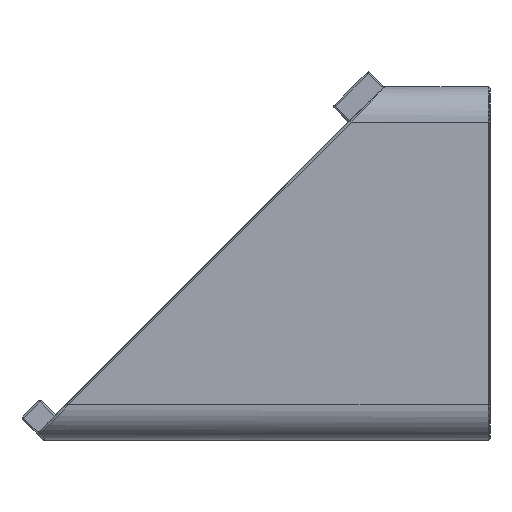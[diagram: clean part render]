
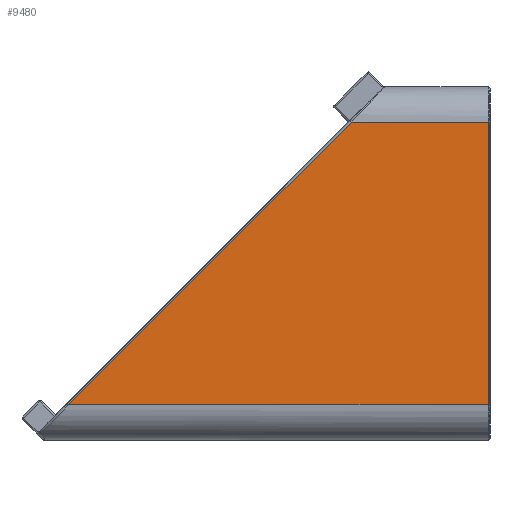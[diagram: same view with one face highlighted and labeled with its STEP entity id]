
A CAD part, left-side view. The second image highlights one B-rep face of the part: STEP entity #9480.
In plain terms, the highlighted planar face has unit normal (-1, 0, 0).
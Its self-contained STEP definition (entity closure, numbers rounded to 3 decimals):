
#146 = CARTESIAN_POINT ( 'NONE',  ( -40., 33.859, -2.141 ) ) ;
#334 = EDGE_CURVE ( 'NONE', #5342, #6120, #6625, .T. ) ;
#399 = VERTEX_POINT ( 'NONE', #10790 ) ;
#865 = VECTOR ( 'NONE', #5361, 1000. ) ;
#1249 = CARTESIAN_POINT ( 'NONE',  ( -40., 47.717, -16. ) ) ;
#2027 = ORIENTED_EDGE ( 'NONE', *, *, #334, .T. ) ;
#2112 = EDGE_LOOP ( 'NONE', ( #5181, #5231, #2027, #11314 ) ) ;
#2349 = DIRECTION ( 'NONE',  ( 0., -1., 0. ) ) ;
#3224 = CARTESIAN_POINT ( 'NONE',  ( -40., 0.2, 16. ) ) ;
#3876 = VERTEX_POINT ( 'NONE', #3224 ) ;
#4277 = CARTESIAN_POINT ( 'NONE',  ( -40., 0.2, 16. ) ) ;
#4927 = CARTESIAN_POINT ( 'NONE',  ( -40., 0.2, -16. ) ) ;
#4938 = LINE ( 'NONE', #7747, #12870 ) ;
#5181 = ORIENTED_EDGE ( 'NONE', *, *, #7194, .F. ) ;
#5231 = ORIENTED_EDGE ( 'NONE', *, *, #13070, .F. ) ;
#5342 = VERTEX_POINT ( 'NONE', #1249 ) ;
#5361 = DIRECTION ( 'NONE',  ( 0., -1., 0. ) ) ;
#6120 = VERTEX_POINT ( 'NONE', #4927 ) ;
#6617 = DIRECTION ( 'NONE',  ( 0., -0.707, 0.707 ) ) ;
#6625 = LINE ( 'NONE', #9536, #865 ) ;
#6651 = DIRECTION ( 'NONE',  ( 0., 0., 1. ) ) ;
#7194 = EDGE_CURVE ( 'NONE', #399, #3876, #4938, .T. ) ;
#7747 = CARTESIAN_POINT ( 'NONE',  ( -40., 52., 16. ) ) ;
#8222 = VECTOR ( 'NONE', #11839, 1000. ) ;
#8760 = PLANE ( 'NONE',  #12727 ) ;
#8986 = VECTOR ( 'NONE', #6617, 1000. ) ;
#9323 = LINE ( 'NONE', #146, #8986 ) ;
#9480 = ADVANCED_FACE ( 'NONE', ( #10740 ), #8760, .F. ) ;
#9536 = CARTESIAN_POINT ( 'NONE',  ( -40., 52., -16. ) ) ;
#9820 = CARTESIAN_POINT ( 'NONE',  ( -40., 52., 16. ) ) ;
#9909 = EDGE_CURVE ( 'NONE', #3876, #6120, #11072, .T. ) ;
#10740 = FACE_OUTER_BOUND ( 'NONE', #2112, .T. ) ;
#10790 = CARTESIAN_POINT ( 'NONE',  ( -40., 15.717, 16. ) ) ;
#11072 = LINE ( 'NONE', #4277, #8222 ) ;
#11314 = ORIENTED_EDGE ( 'NONE', *, *, #9909, .F. ) ;
#11839 = DIRECTION ( 'NONE',  ( 0., 0., -1. ) ) ;
#12727 = AXIS2_PLACEMENT_3D ( 'NONE', #9820, #13122, #6651 ) ;
#12870 = VECTOR ( 'NONE', #2349, 1000. ) ;
#13070 = EDGE_CURVE ( 'NONE', #5342, #399, #9323, .T. ) ;
#13122 = DIRECTION ( 'NONE',  ( 1., 0., 0. ) ) ;
